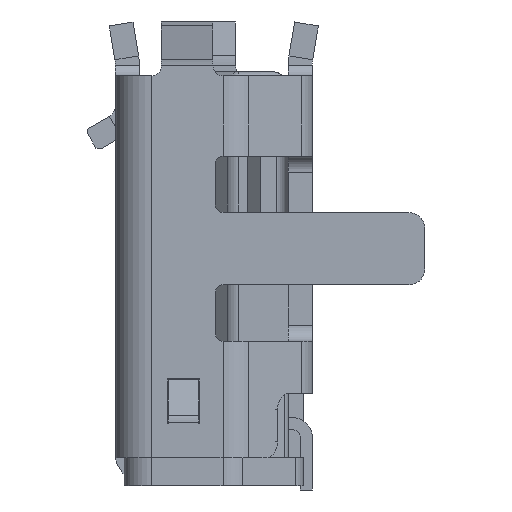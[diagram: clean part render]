
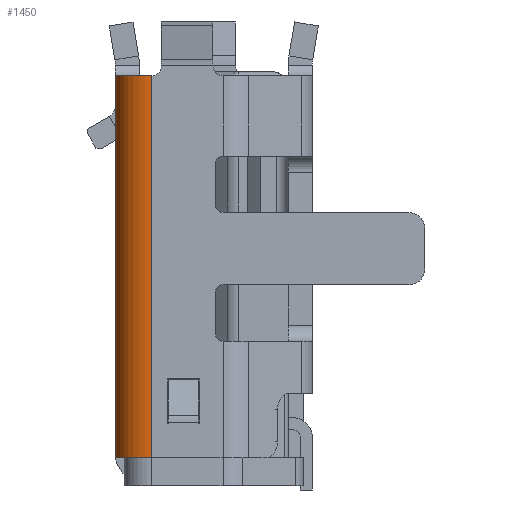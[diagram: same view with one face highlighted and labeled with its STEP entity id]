
A CAD part, left-side view. The second image highlights one B-rep face of the part: STEP entity #1450.
In plain terms, the highlighted cylindrical face has radius 0.45 mm (diameter 0.9 mm), a partial arc.
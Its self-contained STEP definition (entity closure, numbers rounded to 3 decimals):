
#1192 = AXIS2_PLACEMENT_3D ( 'NONE', #5062, #9918, #6681 ) ;
#1450 = ADVANCED_FACE ( 'NONE', ( #7032 ), #18690, .T. ) ;
#1646 = DIRECTION ( 'NONE',  ( 0., 0., 1. ) ) ;
#2341 = ORIENTED_EDGE ( 'NONE', *, *, #8503, .F. ) ;
#3542 = CARTESIAN_POINT ( 'NONE',  ( -5.975, 2.45, 2.15 ) ) ;
#3799 = DIRECTION ( 'NONE',  ( 1., 0., 0. ) ) ;
#4293 = CIRCLE ( 'NONE', #11170, 0.45 ) ;
#4732 = ORIENTED_EDGE ( 'NONE', *, *, #15389, .T. ) ;
#4965 = CARTESIAN_POINT ( 'NONE',  ( -6.425, 2., 2.15 ) ) ;
#5062 = CARTESIAN_POINT ( 'NONE',  ( -5.975, 2., -2.6 ) ) ;
#5199 = LINE ( 'NONE', #13505, #10170 ) ;
#5359 = VERTEX_POINT ( 'NONE', #8668 ) ;
#6608 = DIRECTION ( 'NONE',  ( 1., 0., 0. ) ) ;
#6681 = DIRECTION ( 'NONE',  ( 1., 0., 0. ) ) ;
#7032 = FACE_OUTER_BOUND ( 'NONE', #20031, .T. ) ;
#7094 = DIRECTION ( 'NONE',  ( 0., 0., 1. ) ) ;
#7931 = VERTEX_POINT ( 'NONE', #11167 ) ;
#8346 = ORIENTED_EDGE ( 'NONE', *, *, #16259, .T. ) ;
#8503 = EDGE_CURVE ( 'NONE', #20239, #16707, #4293, .T. ) ;
#8508 = VECTOR ( 'NONE', #7094, 1000. ) ;
#8668 = CARTESIAN_POINT ( 'NONE',  ( -5.975, 2.45, -2.6 ) ) ;
#9918 = DIRECTION ( 'NONE',  ( 0., 0., 1. ) ) ;
#9958 = CARTESIAN_POINT ( 'NONE',  ( -5.975, 2., 2.15 ) ) ;
#10170 = VECTOR ( 'NONE', #13402, 1000. ) ;
#10942 = EDGE_CURVE ( 'NONE', #5359, #20239, #11934, .T. ) ;
#11167 = CARTESIAN_POINT ( 'NONE',  ( -6.425, 2., -2.6 ) ) ;
#11170 = AXIS2_PLACEMENT_3D ( 'NONE', #9958, #1646, #6608 ) ;
#11173 = CIRCLE ( 'NONE', #1192, 0.45 ) ;
#11502 = ORIENTED_EDGE ( 'NONE', *, *, #10942, .F. ) ;
#11654 = AXIS2_PLACEMENT_3D ( 'NONE', #18587, #15338, #3799 ) ;
#11934 = LINE ( 'NONE', #13666, #8508 ) ;
#13402 = DIRECTION ( 'NONE',  ( 0., 0., 1. ) ) ;
#13505 = CARTESIAN_POINT ( 'NONE',  ( -6.425, 2., -2.6 ) ) ;
#13666 = CARTESIAN_POINT ( 'NONE',  ( -5.975, 2.45, -2.6 ) ) ;
#15338 = DIRECTION ( 'NONE',  ( 0., 0., 1. ) ) ;
#15389 = EDGE_CURVE ( 'NONE', #5359, #7931, #11173, .T. ) ;
#16259 = EDGE_CURVE ( 'NONE', #7931, #16707, #5199, .T. ) ;
#16707 = VERTEX_POINT ( 'NONE', #4965 ) ;
#18587 = CARTESIAN_POINT ( 'NONE',  ( -5.975, 2., -2.6 ) ) ;
#18690 = CYLINDRICAL_SURFACE ( 'NONE', #11654, 0.45 ) ;
#20031 = EDGE_LOOP ( 'NONE', ( #8346, #2341, #11502, #4732 ) ) ;
#20239 = VERTEX_POINT ( 'NONE', #3542 ) ;
